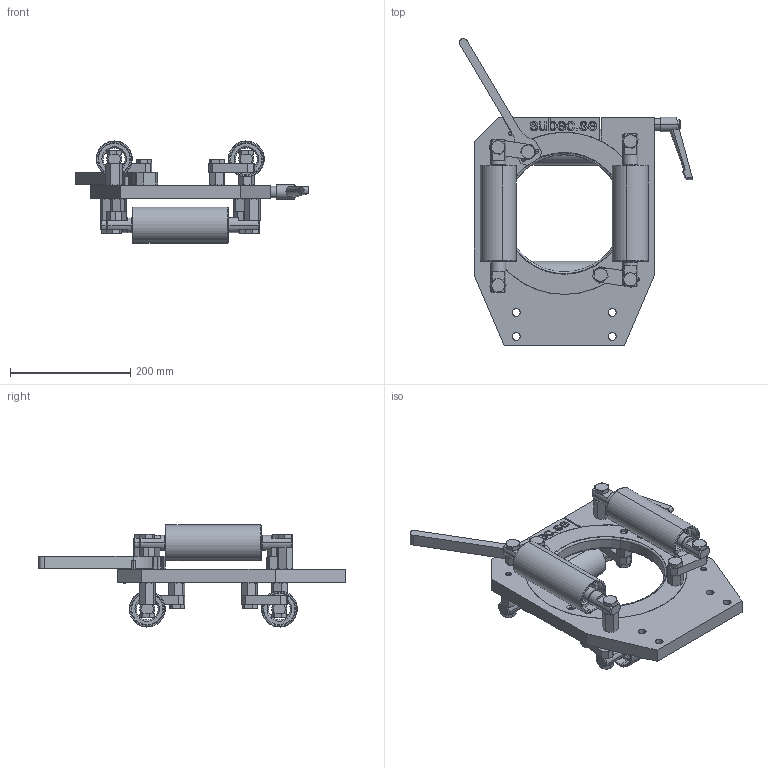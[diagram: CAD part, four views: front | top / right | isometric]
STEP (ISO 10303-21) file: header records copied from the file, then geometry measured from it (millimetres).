
FILE_DESCRIPTION (( 'STEP AP214' ), '1' );
FILE_NAME ('190508_STEP_0065B.STEP', '2019-05-08T11:25:13', ( '' ), ( '' ), 'SwSTEP 2.0', 'SolidWorks 2019', '' );
FILE_SCHEMA (( 'AUTOMOTIVE_DESIGN' ));
Length unit declared in the file: millimetre
Products named in the file (1): 190508_STEP_0065B
Bounding box: 388.99 x 511.04 x 169.96 mm (x, y, z)
Surface area: 606599.1 mm2 (no closed solid volume)
Topology: 0 solids, 53 shells, 746 faces, 2043 edges, 1341 vertices
Faces by surface type: plane 309, cone 211, cylinder 152, bspline 54, torus 20
Entity records: 37369 total; most frequent: CARTESIAN_POINT 11182, DIRECTION 3558, ORIENTED_EDGE 3556, EDGE_CURVE 2043, AXIS2_PLACEMENT_3D 1427, VERTEX_POINT 1341, EDGE_LOOP 879, UNCERTAINTY_MEASURE_WITH_UNIT 748
